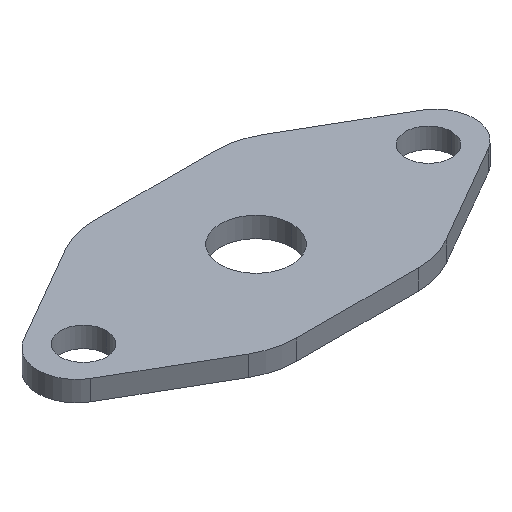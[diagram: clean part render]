
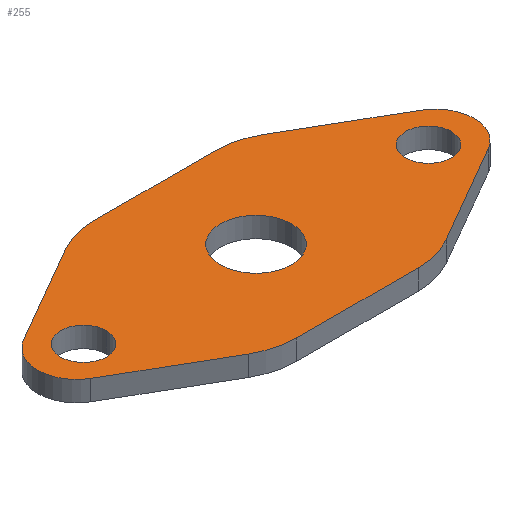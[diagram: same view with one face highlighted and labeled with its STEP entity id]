
A CAD part, isometric view. The second image highlights one B-rep face of the part: STEP entity #255.
In plain terms, the highlighted planar face has unit normal (0, 0, 1).
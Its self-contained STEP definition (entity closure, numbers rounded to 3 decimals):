
#62=CARTESIAN_POINT('Vertex',(-7.,0.,4.)) ;
#76=CARTESIAN_POINT('Vertex',(7.,0.,4.)) ;
#79=CARTESIAN_POINT('Axis2P3D Location',(0.,0.,4.)) ;
#91=CARTESIAN_POINT('Axis2P3D Location',(0.,0.,4.)) ;
#96=CARTESIAN_POINT('Line Origine',(0.,-20.,4.)) ;
#100=CARTESIAN_POINT('Vertex',(11.981,-20.,4.)) ;
#102=CARTESIAN_POINT('Vertex',(-11.981,-20.,4.)) ;
#105=CARTESIAN_POINT('Axis2P3D Location',(11.981,-5.,4.)) ;
#109=CARTESIAN_POINT('Vertex',(19.481,-17.99,4.)) ;
#112=CARTESIAN_POINT('Line Origine',(29.33,-12.304,4.)) ;
#116=CARTESIAN_POINT('Vertex',(39.179,-6.617,4.)) ;
#119=CARTESIAN_POINT('Axis2P3D Location',(35.359,0.,4.)) ;
#123=CARTESIAN_POINT('Vertex',(43.,0.,4.)) ;
#126=CARTESIAN_POINT('Axis2P3D Location',(35.359,0.,4.)) ;
#130=CARTESIAN_POINT('Vertex',(39.179,6.617,4.)) ;
#133=CARTESIAN_POINT('Line Origine',(29.33,12.304,4.)) ;
#137=CARTESIAN_POINT('Vertex',(19.481,17.99,4.)) ;
#140=CARTESIAN_POINT('Axis2P3D Location',(11.981,5.,4.)) ;
#144=CARTESIAN_POINT('Vertex',(11.981,20.,4.)) ;
#147=CARTESIAN_POINT('Line Origine',(0.,20.,4.)) ;
#151=CARTESIAN_POINT('Vertex',(-11.981,20.,4.)) ;
#154=CARTESIAN_POINT('Axis2P3D Location',(-11.981,5.,4.)) ;
#158=CARTESIAN_POINT('Vertex',(-19.481,17.99,4.)) ;
#161=CARTESIAN_POINT('Line Origine',(-29.33,12.304,4.)) ;
#165=CARTESIAN_POINT('Vertex',(-39.179,6.617,4.)) ;
#168=CARTESIAN_POINT('Axis2P3D Location',(-35.359,0.,4.)) ;
#172=CARTESIAN_POINT('Vertex',(-43.,0.,4.)) ;
#175=CARTESIAN_POINT('Axis2P3D Location',(-35.359,0.,4.)) ;
#179=CARTESIAN_POINT('Vertex',(-39.179,-6.617,4.)) ;
#182=CARTESIAN_POINT('Line Origine',(-29.33,-12.304,4.)) ;
#186=CARTESIAN_POINT('Vertex',(-19.481,-17.99,4.)) ;
#189=CARTESIAN_POINT('Axis2P3D Location',(-11.981,-5.,4.)) ;
#210=CARTESIAN_POINT('Axis2P3D Location',(0.,0.,4.)) ;
#219=CARTESIAN_POINT('Axis2P3D Location',(-34.,0.,4.)) ;
#223=CARTESIAN_POINT('Vertex',(-38.5,0.,4.)) ;
#225=CARTESIAN_POINT('Vertex',(-29.5,0.,4.)) ;
#228=CARTESIAN_POINT('Axis2P3D Location',(-34.,0.,4.)) ;
#237=CARTESIAN_POINT('Axis2P3D Location',(34.,0.,4.)) ;
#241=CARTESIAN_POINT('Vertex',(38.5,0.,4.)) ;
#243=CARTESIAN_POINT('Vertex',(29.5,0.,4.)) ;
#246=CARTESIAN_POINT('Axis2P3D Location',(34.,0.,4.)) ;
#80=DIRECTION('Axis2P3D Direction',(0.,-0.,-1.)) ;
#92=DIRECTION('Axis2P3D Direction',(0.,0.,1.)) ;
#93=DIRECTION('Axis2P3D XDirection',(1.,0.,0.)) ;
#97=DIRECTION('Vector Direction',(1.,0.,0.)) ;
#106=DIRECTION('Axis2P3D Direction',(0.,0.,1.)) ;
#113=DIRECTION('Vector Direction',(0.866,0.5,0.)) ;
#120=DIRECTION('Axis2P3D Direction',(0.,0.,1.)) ;
#127=DIRECTION('Axis2P3D Direction',(0.,0.,1.)) ;
#134=DIRECTION('Vector Direction',(0.866,-0.5,0.)) ;
#141=DIRECTION('Axis2P3D Direction',(0.,0.,1.)) ;
#148=DIRECTION('Vector Direction',(1.,0.,0.)) ;
#155=DIRECTION('Axis2P3D Direction',(0.,0.,1.)) ;
#162=DIRECTION('Vector Direction',(-0.866,-0.5,0.)) ;
#169=DIRECTION('Axis2P3D Direction',(0.,0.,1.)) ;
#176=DIRECTION('Axis2P3D Direction',(0.,0.,1.)) ;
#183=DIRECTION('Vector Direction',(-0.866,0.5,0.)) ;
#190=DIRECTION('Axis2P3D Direction',(0.,0.,1.)) ;
#211=DIRECTION('Axis2P3D Direction',(0.,0.,1.)) ;
#220=DIRECTION('Axis2P3D Direction',(0.,0.,1.)) ;
#229=DIRECTION('Axis2P3D Direction',(0.,0.,1.)) ;
#238=DIRECTION('Axis2P3D Direction',(0.,0.,1.)) ;
#247=DIRECTION('Axis2P3D Direction',(0.,0.,1.)) ;
#81=AXIS2_PLACEMENT_3D('Circle Axis2P3D',#79,#80,$) ;
#94=AXIS2_PLACEMENT_3D('Plane Axis2P3D',#91,#92,#93) ;
#107=AXIS2_PLACEMENT_3D('Circle Axis2P3D',#105,#106,$) ;
#121=AXIS2_PLACEMENT_3D('Circle Axis2P3D',#119,#120,$) ;
#128=AXIS2_PLACEMENT_3D('Circle Axis2P3D',#126,#127,$) ;
#142=AXIS2_PLACEMENT_3D('Circle Axis2P3D',#140,#141,$) ;
#156=AXIS2_PLACEMENT_3D('Circle Axis2P3D',#154,#155,$) ;
#170=AXIS2_PLACEMENT_3D('Circle Axis2P3D',#168,#169,$) ;
#177=AXIS2_PLACEMENT_3D('Circle Axis2P3D',#175,#176,$) ;
#191=AXIS2_PLACEMENT_3D('Circle Axis2P3D',#189,#190,$) ;
#212=AXIS2_PLACEMENT_3D('Circle Axis2P3D',#210,#211,$) ;
#221=AXIS2_PLACEMENT_3D('Circle Axis2P3D',#219,#220,$) ;
#230=AXIS2_PLACEMENT_3D('Circle Axis2P3D',#228,#229,$) ;
#239=AXIS2_PLACEMENT_3D('Circle Axis2P3D',#237,#238,$) ;
#248=AXIS2_PLACEMENT_3D('Circle Axis2P3D',#246,#247,$) ;
#195=ORIENTED_EDGE('',*,*,#104,.F.) ;
#196=ORIENTED_EDGE('',*,*,#111,.T.) ;
#197=ORIENTED_EDGE('',*,*,#118,.T.) ;
#198=ORIENTED_EDGE('',*,*,#125,.T.) ;
#199=ORIENTED_EDGE('',*,*,#132,.F.) ;
#200=ORIENTED_EDGE('',*,*,#139,.F.) ;
#201=ORIENTED_EDGE('',*,*,#146,.F.) ;
#202=ORIENTED_EDGE('',*,*,#153,.T.) ;
#203=ORIENTED_EDGE('',*,*,#160,.T.) ;
#204=ORIENTED_EDGE('',*,*,#167,.T.) ;
#205=ORIENTED_EDGE('',*,*,#174,.T.) ;
#206=ORIENTED_EDGE('',*,*,#181,.F.) ;
#207=ORIENTED_EDGE('',*,*,#188,.F.) ;
#208=ORIENTED_EDGE('',*,*,#193,.F.) ;
#216=ORIENTED_EDGE('',*,*,#214,.F.) ;
#217=ORIENTED_EDGE('',*,*,#83,.F.) ;
#234=ORIENTED_EDGE('',*,*,#227,.F.) ;
#235=ORIENTED_EDGE('',*,*,#232,.T.) ;
#252=ORIENTED_EDGE('',*,*,#245,.F.) ;
#253=ORIENTED_EDGE('',*,*,#250,.T.) ;
#218=FACE_BOUND('',#215,.T.) ;
#236=FACE_BOUND('',#233,.T.) ;
#254=FACE_BOUND('',#251,.T.) ;
#98=VECTOR('Line Direction',#97,1.) ;
#114=VECTOR('Line Direction',#113,1.) ;
#135=VECTOR('Line Direction',#134,1.) ;
#149=VECTOR('Line Direction',#148,1.) ;
#163=VECTOR('Line Direction',#162,1.) ;
#184=VECTOR('Line Direction',#183,1.) ;
#255=ADVANCED_FACE('Corps principal',(#209,#218,#236,#254),#95,.T.) ;
#82=CIRCLE('generated circle',#81,7.) ;
#108=CIRCLE('generated circle',#107,15.) ;
#122=CIRCLE('generated circle',#121,7.641) ;
#129=CIRCLE('generated circle',#128,7.641) ;
#143=CIRCLE('generated circle',#142,15.) ;
#157=CIRCLE('generated circle',#156,15.) ;
#171=CIRCLE('generated circle',#170,7.641) ;
#178=CIRCLE('generated circle',#177,7.641) ;
#192=CIRCLE('generated circle',#191,15.) ;
#213=CIRCLE('generated circle',#212,7.) ;
#222=CIRCLE('generated circle',#221,4.5) ;
#231=CIRCLE('generated circle',#230,4.5) ;
#240=CIRCLE('generated circle',#239,4.5) ;
#249=CIRCLE('generated circle',#248,4.5) ;
#83=EDGE_CURVE('',#77,#63,#82,.F.) ;
#104=EDGE_CURVE('',#101,#103,#99,.F.) ;
#111=EDGE_CURVE('',#101,#110,#108,.T.) ;
#118=EDGE_CURVE('',#110,#117,#115,.T.) ;
#125=EDGE_CURVE('',#117,#124,#122,.T.) ;
#132=EDGE_CURVE('',#131,#124,#129,.F.) ;
#139=EDGE_CURVE('',#138,#131,#136,.T.) ;
#146=EDGE_CURVE('',#145,#138,#143,.F.) ;
#153=EDGE_CURVE('',#145,#152,#150,.F.) ;
#160=EDGE_CURVE('',#152,#159,#157,.T.) ;
#167=EDGE_CURVE('',#159,#166,#164,.T.) ;
#174=EDGE_CURVE('',#166,#173,#171,.T.) ;
#181=EDGE_CURVE('',#180,#173,#178,.F.) ;
#188=EDGE_CURVE('',#187,#180,#185,.T.) ;
#193=EDGE_CURVE('',#103,#187,#192,.F.) ;
#214=EDGE_CURVE('',#63,#77,#213,.T.) ;
#227=EDGE_CURVE('',#224,#226,#222,.T.) ;
#232=EDGE_CURVE('',#224,#226,#231,.F.) ;
#245=EDGE_CURVE('',#242,#244,#240,.T.) ;
#250=EDGE_CURVE('',#242,#244,#249,.F.) ;
#194=EDGE_LOOP('',(#195,#196,#197,#198,#199,#200,#201,#202,#203,#204,#205,#206,#207,#208)) ;
#215=EDGE_LOOP('',(#216,#217)) ;
#233=EDGE_LOOP('',(#234,#235)) ;
#251=EDGE_LOOP('',(#252,#253)) ;
#209=FACE_OUTER_BOUND('',#194,.T.) ;
#99=LINE('Line',#96,#98) ;
#115=LINE('Line',#112,#114) ;
#136=LINE('Line',#133,#135) ;
#150=LINE('Line',#147,#149) ;
#164=LINE('Line',#161,#163) ;
#185=LINE('Line',#182,#184) ;
#95=PLANE('',#94) ;
#63=VERTEX_POINT('',#62) ;
#77=VERTEX_POINT('',#76) ;
#101=VERTEX_POINT('',#100) ;
#103=VERTEX_POINT('',#102) ;
#110=VERTEX_POINT('',#109) ;
#117=VERTEX_POINT('',#116) ;
#124=VERTEX_POINT('',#123) ;
#131=VERTEX_POINT('',#130) ;
#138=VERTEX_POINT('',#137) ;
#145=VERTEX_POINT('',#144) ;
#152=VERTEX_POINT('',#151) ;
#159=VERTEX_POINT('',#158) ;
#166=VERTEX_POINT('',#165) ;
#173=VERTEX_POINT('',#172) ;
#180=VERTEX_POINT('',#179) ;
#187=VERTEX_POINT('',#186) ;
#224=VERTEX_POINT('',#223) ;
#226=VERTEX_POINT('',#225) ;
#242=VERTEX_POINT('',#241) ;
#244=VERTEX_POINT('',#243) ;
